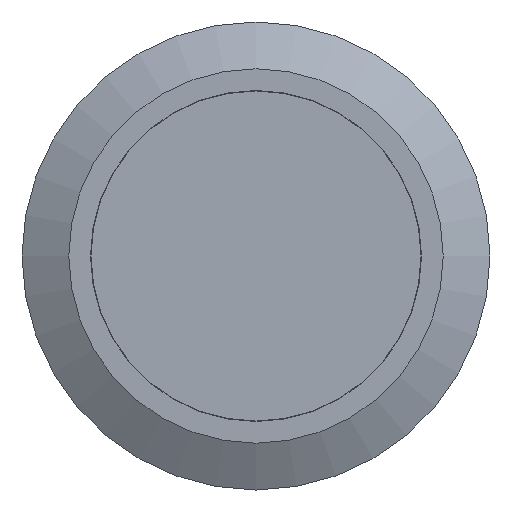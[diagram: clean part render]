
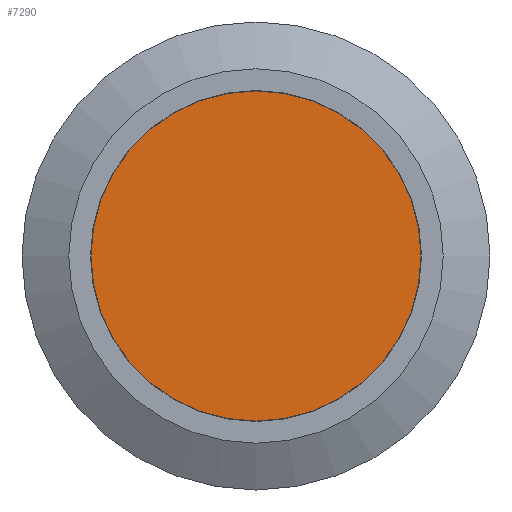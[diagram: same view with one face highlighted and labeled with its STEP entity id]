
A CAD part, left-side view. The second image highlights one B-rep face of the part: STEP entity #7290.
In plain terms, the highlighted planar face has unit normal (-1, 0, 0).
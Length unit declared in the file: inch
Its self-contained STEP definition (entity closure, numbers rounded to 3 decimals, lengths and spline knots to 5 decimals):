
#6925=CARTESIAN_POINT('',(-0.07874,0.,-0.38878));
#6926=VERTEX_POINT('',#6925);
#6927=CARTESIAN_POINT('',(-0.07874,0.0,0.0));
#6928=DIRECTION('',(1.0,0.0,0.0));
#6929=DIRECTION('',(0.0,0.0,1.0));
#6930=AXIS2_PLACEMENT_3D('',#6927,#6928,#6929);
#6931=CIRCLE('',#6930,0.38878);
#6932=EDGE_CURVE('',#6926,#6926,#6931,.T.);
#7282=CARTESIAN_POINT('',(-0.07874,0.42766,-0.42766));
#7283=DIRECTION('',(1.0,0.0,0.0));
#7284=DIRECTION('',(0.0,0.0,-1.0));
#7285=AXIS2_PLACEMENT_3D('',#7282,#7283,#7284);
#7286=PLANE('',#7285);
#7287=ORIENTED_EDGE('',*,*,#6932,.F.);
#7288=EDGE_LOOP('',(#7287));
#7289=FACE_OUTER_BOUND('',#7288,.T.);
#7290=ADVANCED_FACE('',(#7289),#7286,.F.);
